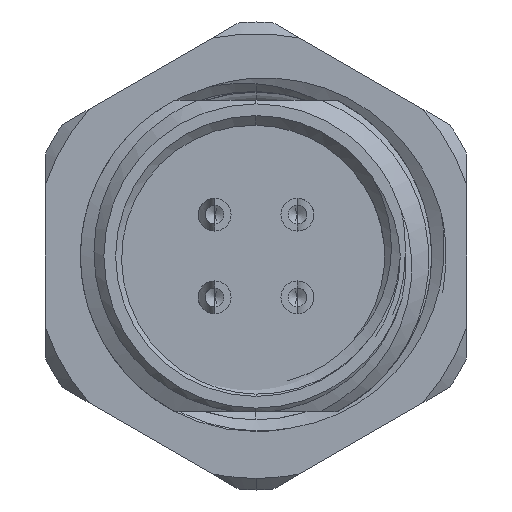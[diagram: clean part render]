
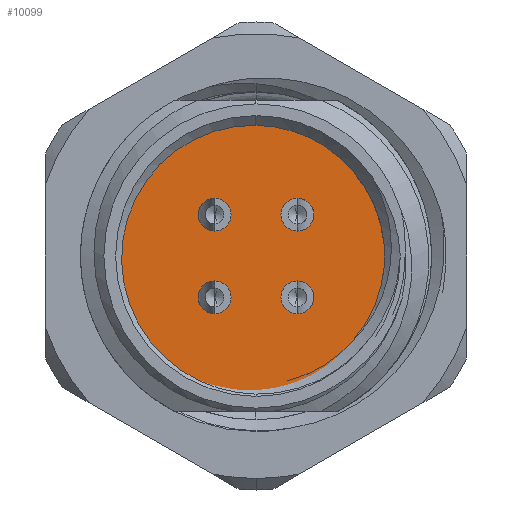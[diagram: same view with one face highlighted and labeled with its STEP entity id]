
A CAD part, left-side view. The second image highlights one B-rep face of the part: STEP entity #10099.
In plain terms, the highlighted planar face has unit normal (-1, 0, 0).
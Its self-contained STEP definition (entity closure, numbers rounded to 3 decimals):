
#40 = CARTESIAN_POINT ( 'NONE',  ( -13., -1.768, 1.768 ) ) ;
#179 = EDGE_LOOP ( 'NONE', ( #9408, #2242 ) ) ;
#310 = DIRECTION ( 'NONE',  ( -1., 0., 0. ) ) ;
#361 = CARTESIAN_POINT ( 'NONE',  ( -13., -2.468, 1.768 ) ) ;
#548 = CIRCLE ( 'NONE', #1125, 0.7 ) ;
#783 = CARTESIAN_POINT ( 'NONE',  ( -13., 0., 0. ) ) ;
#1125 = AXIS2_PLACEMENT_3D ( 'NONE', #40, #3517, #6996 ) ;
#1329 = VERTEX_POINT ( 'NONE', #2746 ) ;
#1488 = FACE_BOUND ( 'NONE', #5534, .T. ) ;
#1638 = VERTEX_POINT ( 'NONE', #7105 ) ;
#1734 = EDGE_CURVE ( 'NONE', #8375, #10667, #10149, .T. ) ;
#1763 = AXIS2_PLACEMENT_3D ( 'NONE', #4013, #2306, #3960 ) ;
#1794 = EDGE_CURVE ( 'NONE', #6918, #3844, #9976, .T. ) ;
#1870 = EDGE_CURVE ( 'NONE', #4065, #1638, #3580, .T. ) ;
#2159 = ORIENTED_EDGE ( 'NONE', *, *, #2943, .F. ) ;
#2242 = ORIENTED_EDGE ( 'NONE', *, *, #8858, .F. ) ;
#2306 = DIRECTION ( 'NONE',  ( -1., 0., 0. ) ) ;
#2374 = DIRECTION ( 'NONE',  ( 0., -1., 0. ) ) ;
#2464 = CARTESIAN_POINT ( 'NONE',  ( -13., 0., 0. ) ) ;
#2557 = DIRECTION ( 'NONE',  ( 1., 0., 0. ) ) ;
#2631 = ORIENTED_EDGE ( 'NONE', *, *, #8965, .F. ) ;
#2649 = AXIS2_PLACEMENT_3D ( 'NONE', #6689, #10204, #2374 ) ;
#2746 = CARTESIAN_POINT ( 'NONE',  ( -13., 1.068, 1.768 ) ) ;
#2892 = DIRECTION ( 'NONE',  ( 0., -1., 0. ) ) ;
#2943 = EDGE_CURVE ( 'NONE', #5695, #1329, #4689, .T. ) ;
#2964 = CARTESIAN_POINT ( 'NONE',  ( -13., -1.068, -1.768 ) ) ;
#2975 = EDGE_CURVE ( 'NONE', #3844, #6918, #6674, .T. ) ;
#3150 = DIRECTION ( 'NONE',  ( -1., 0., 0. ) ) ;
#3210 = DIRECTION ( 'NONE',  ( 0., -1., 0. ) ) ;
#3517 = DIRECTION ( 'NONE',  ( -1., 0., 0. ) ) ;
#3580 = CIRCLE ( 'NONE', #1763, 0.7 ) ;
#3740 = CARTESIAN_POINT ( 'NONE',  ( -13., -1.768, 1.768 ) ) ;
#3752 = ORIENTED_EDGE ( 'NONE', *, *, #5304, .F. ) ;
#3844 = VERTEX_POINT ( 'NONE', #2964 ) ;
#3908 = CIRCLE ( 'NONE', #2649, 0.7 ) ;
#3960 = DIRECTION ( 'NONE',  ( 0., -1., 0. ) ) ;
#4013 = CARTESIAN_POINT ( 'NONE',  ( -13., 1.768, -1.768 ) ) ;
#4046 = CARTESIAN_POINT ( 'NONE',  ( -13., 1.068, -1.768 ) ) ;
#4065 = VERTEX_POINT ( 'NONE', #4046 ) ;
#4145 = CARTESIAN_POINT ( 'NONE',  ( -13., -6., 0. ) ) ;
#4260 = DIRECTION ( 'NONE',  ( 0., -1., 0. ) ) ;
#4437 = CARTESIAN_POINT ( 'NONE',  ( -13., 1.768, -1.768 ) ) ;
#4688 = AXIS2_PLACEMENT_3D ( 'NONE', #7857, #2557, #6142 ) ;
#4689 = CIRCLE ( 'NONE', #6496, 0.7 ) ;
#4918 = CARTESIAN_POINT ( 'NONE',  ( -13., 1.768, 1.768 ) ) ;
#5107 = DIRECTION ( 'NONE',  ( -1., 0., 0. ) ) ;
#5304 = EDGE_CURVE ( 'NONE', #1329, #5695, #3908, .T. ) ;
#5313 = VERTEX_POINT ( 'NONE', #4145 ) ;
#5534 = EDGE_LOOP ( 'NONE', ( #3752, #2159 ) ) ;
#5695 = VERTEX_POINT ( 'NONE', #8387 ) ;
#5711 = DIRECTION ( 'NONE',  ( 0., -1., 0. ) ) ;
#6142 = DIRECTION ( 'NONE',  ( 0., 1., 0. ) ) ;
#6143 = EDGE_LOOP ( 'NONE', ( #10096, #8678 ) ) ;
#6286 = DIRECTION ( 'NONE',  ( -1., 0., 0. ) ) ;
#6323 = AXIS2_PLACEMENT_3D ( 'NONE', #783, #7053, #11240 ) ;
#6496 = AXIS2_PLACEMENT_3D ( 'NONE', #4918, #11217, #3210 ) ;
#6608 = ORIENTED_EDGE ( 'NONE', *, *, #10820, .F. ) ;
#6671 = AXIS2_PLACEMENT_3D ( 'NONE', #4437, #5107, #4260 ) ;
#6674 = CIRCLE ( 'NONE', #7239, 0.7 ) ;
#6689 = CARTESIAN_POINT ( 'NONE',  ( -13., 1.768, 1.768 ) ) ;
#6699 = ORIENTED_EDGE ( 'NONE', *, *, #1734, .F. ) ;
#6918 = VERTEX_POINT ( 'NONE', #7247 ) ;
#6996 = DIRECTION ( 'NONE',  ( 0., -1., 0. ) ) ;
#7020 = CARTESIAN_POINT ( 'NONE',  ( -13., -1.068, 1.768 ) ) ;
#7053 = DIRECTION ( 'NONE',  ( 1., 0., 0. ) ) ;
#7081 = CARTESIAN_POINT ( 'NONE',  ( -13., 6., 0. ) ) ;
#7105 = CARTESIAN_POINT ( 'NONE',  ( -13., 2.468, -1.768 ) ) ;
#7239 = AXIS2_PLACEMENT_3D ( 'NONE', #9952, #6286, #9790 ) ;
#7247 = CARTESIAN_POINT ( 'NONE',  ( -13., -2.468, -1.768 ) ) ;
#7857 = CARTESIAN_POINT ( 'NONE',  ( -13., 0., 0. ) ) ;
#8316 = AXIS2_PLACEMENT_3D ( 'NONE', #9159, #3150, #5711 ) ;
#8375 = VERTEX_POINT ( 'NONE', #7020 ) ;
#8387 = CARTESIAN_POINT ( 'NONE',  ( -13., 2.468, 1.768 ) ) ;
#8390 = VERTEX_POINT ( 'NONE', #7081 ) ;
#8455 = DIRECTION ( 'NONE',  ( 0., -1., 0. ) ) ;
#8505 = AXIS2_PLACEMENT_3D ( 'NONE', #3740, #310, #2892 ) ;
#8517 = FACE_OUTER_BOUND ( 'NONE', #10038, .T. ) ;
#8576 = PLANE ( 'NONE',  #10008 ) ;
#8678 = ORIENTED_EDGE ( 'NONE', *, *, #2975, .F. ) ;
#8692 = DIRECTION ( 'NONE',  ( -1., 0., 0. ) ) ;
#8858 = EDGE_CURVE ( 'NONE', #1638, #4065, #10903, .T. ) ;
#8965 = EDGE_CURVE ( 'NONE', #5313, #8390, #9626, .T. ) ;
#8996 = EDGE_CURVE ( 'NONE', #8390, #5313, #11257, .T. ) ;
#9159 = CARTESIAN_POINT ( 'NONE',  ( -13., -1.768, -1.768 ) ) ;
#9408 = ORIENTED_EDGE ( 'NONE', *, *, #1870, .F. ) ;
#9431 = FACE_BOUND ( 'NONE', #6143, .T. ) ;
#9584 = ORIENTED_EDGE ( 'NONE', *, *, #8996, .F. ) ;
#9626 = CIRCLE ( 'NONE', #6323, 6. ) ;
#9790 = DIRECTION ( 'NONE',  ( 0., -1., 0. ) ) ;
#9952 = CARTESIAN_POINT ( 'NONE',  ( -13., -1.768, -1.768 ) ) ;
#9976 = CIRCLE ( 'NONE', #8316, 0.7 ) ;
#10008 = AXIS2_PLACEMENT_3D ( 'NONE', #2464, #8692, #8455 ) ;
#10038 = EDGE_LOOP ( 'NONE', ( #9584, #2631 ) ) ;
#10096 = ORIENTED_EDGE ( 'NONE', *, *, #1794, .F. ) ;
#10099 = ADVANCED_FACE ( 'NONE', ( #1488, #9431, #10236, #10291, #8517 ), #8576, .T. ) ;
#10149 = CIRCLE ( 'NONE', #8505, 0.7 ) ;
#10204 = DIRECTION ( 'NONE',  ( -1., 0., 0. ) ) ;
#10236 = FACE_BOUND ( 'NONE', #11035, .T. ) ;
#10291 = FACE_BOUND ( 'NONE', #179, .T. ) ;
#10667 = VERTEX_POINT ( 'NONE', #361 ) ;
#10820 = EDGE_CURVE ( 'NONE', #10667, #8375, #548, .T. ) ;
#10903 = CIRCLE ( 'NONE', #6671, 0.7 ) ;
#11035 = EDGE_LOOP ( 'NONE', ( #6608, #6699 ) ) ;
#11217 = DIRECTION ( 'NONE',  ( -1., 0., 0. ) ) ;
#11240 = DIRECTION ( 'NONE',  ( 0., 1., 0. ) ) ;
#11257 = CIRCLE ( 'NONE', #4688, 6. ) ;
